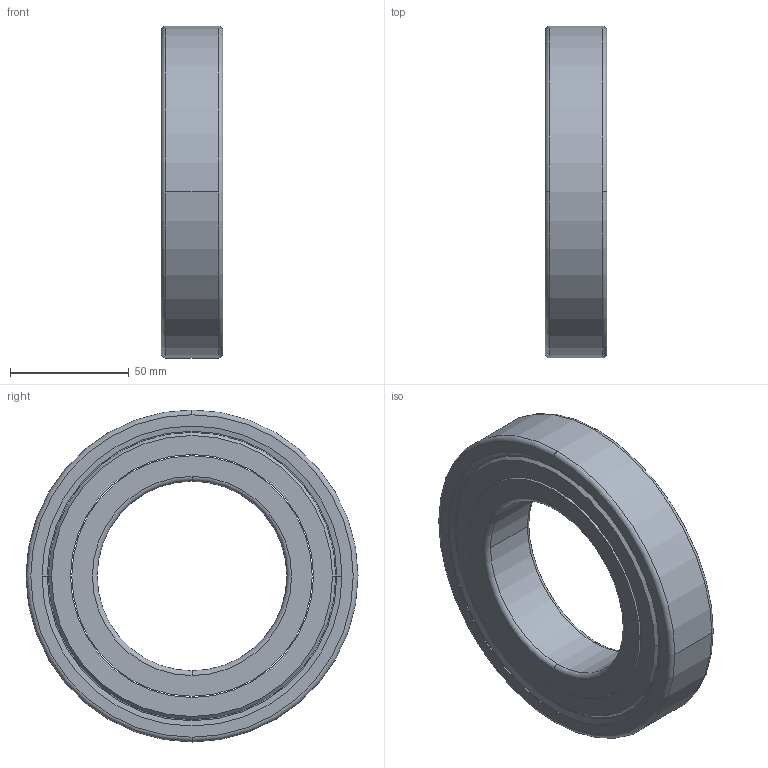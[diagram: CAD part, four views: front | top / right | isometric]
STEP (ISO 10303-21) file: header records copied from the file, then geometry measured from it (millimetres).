
FILE_DESCRIPTION(('STEP AP214'),'1');
FILE_NAME('6216-2z_c3.stp','2025-07-15T09:11:38',('TraceParts'),('TraceParts S.A.'),'Spatial InterOp 3D',' ',' ');
FILE_SCHEMA(('AUTOMOTIVE_DESIGN { 1 0 10303 214 1 1 1 1 }'));
Length unit declared in the file: millimetre
Products named in the file (1): SKF_bearing_6216-2Z_2_1
Bounding box: 26 x 140 x 140 mm (x, y, z)
Volume: 184545.7 mm3; surface area: 84316.4 mm2
Topology: 5 solids, 5 shells, 134 faces, 340 edges, 196 vertices
Faces by surface type: torus 48, cylinder 28, sphere 24, cone 20, plane 14
Entity records: 4556 total; most frequent: CARTESIAN_POINT 1443, DIRECTION 718, ORIENTED_EDGE 584, AXIS2_PLACEMENT_3D 335, EDGE_CURVE 292, VERTEX_POINT 196, CIRCLE 196, EDGE_LOOP 172
